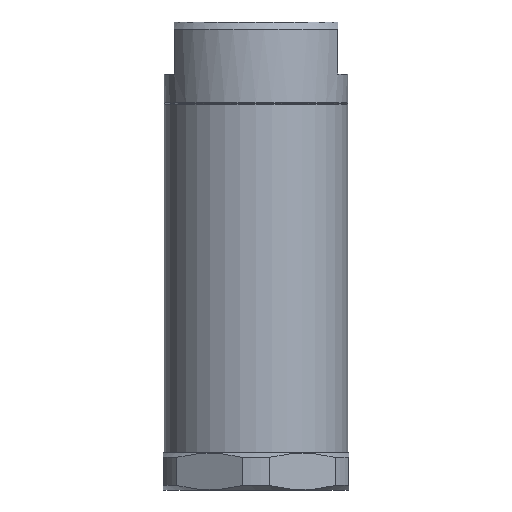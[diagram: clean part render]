
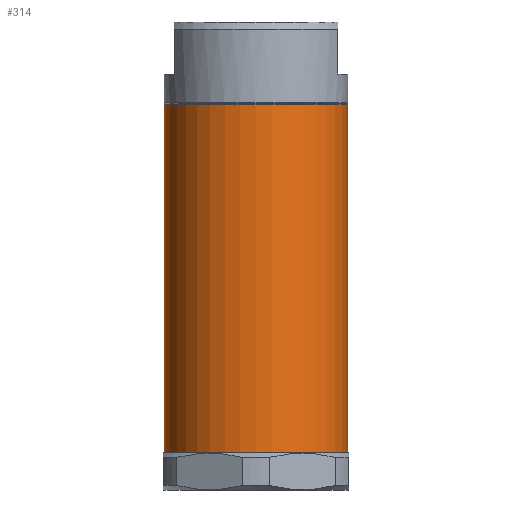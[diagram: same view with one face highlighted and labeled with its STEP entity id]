
A CAD part, front view. The second image highlights one B-rep face of the part: STEP entity #314.
In plain terms, the highlighted cylindrical face has radius 12.35 mm (diameter 24.7 mm), a partial arc.
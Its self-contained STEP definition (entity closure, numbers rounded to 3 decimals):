
#100 = AXIS2_PLACEMENT_3D ( 'NONE', #266, #113, #1681 ) ;
#113 = DIRECTION ( 'NONE',  ( 0., 0., 1. ) ) ;
#116 = DIRECTION ( 'NONE',  ( 0., 0., -1. ) ) ;
#266 = CARTESIAN_POINT ( 'NONE',  ( 0., 0., -57.9 ) ) ;
#271 = EDGE_CURVE ( 'NONE', #1906, #695, #1647, .T. ) ;
#290 = VECTOR ( 'NONE', #116, 1000. ) ;
#302 = DIRECTION ( 'NONE',  ( 1., 0., 0. ) ) ;
#314 = ADVANCED_FACE ( 'Defeature ausgef�hrt1_0', ( #1126 ), #783, .T. ) ;
#324 = CARTESIAN_POINT ( 'NONE',  ( -12.35, 0., -58. ) ) ;
#410 = AXIS2_PLACEMENT_3D ( 'NONE', #1689, #814, #302 ) ;
#460 = EDGE_CURVE ( 'NONE', #1554, #1025, #674, .T. ) ;
#484 = CIRCLE ( 'NONE', #410, 12.35 ) ;
#674 = LINE ( 'NONE', #324, #290 ) ;
#695 = VERTEX_POINT ( 'NONE', #1604 ) ;
#776 = CIRCLE ( 'NONE', #100, 12.35 ) ;
#783 = CYLINDRICAL_SURFACE ( 'NONE', #1140, 12.35 ) ;
#814 = DIRECTION ( 'NONE',  ( 0., 0., -1. ) ) ;
#867 = ORIENTED_EDGE ( 'NONE', *, *, #460, .T. ) ;
#915 = EDGE_CURVE ( 'Defeature ausgef�hrt1_0+Defeature ausgef�hrt1_1+Defeature ausgef�hrt1_1+Defeature ausgef�hrt1_1', #1906, #1554, #484, .T. ) ;
#1025 = VERTEX_POINT ( 'NONE', #2116 ) ;
#1126 = FACE_OUTER_BOUND ( 'NONE', #1255, .T. ) ;
#1140 = AXIS2_PLACEMENT_3D ( 'NONE', #1487, #1860, #2181 ) ;
#1225 = CARTESIAN_POINT ( 'NONE',  ( -12.35, 0., -11.1 ) ) ;
#1255 = EDGE_LOOP ( 'NONE', ( #1590, #867, #1609, #1910 ) ) ;
#1295 = CARTESIAN_POINT ( 'NONE',  ( 12.35, 0., -58. ) ) ;
#1487 = CARTESIAN_POINT ( 'NONE',  ( 0., 0., -58. ) ) ;
#1554 = VERTEX_POINT ( 'NONE', #1225 ) ;
#1590 = ORIENTED_EDGE ( 'NONE', *, *, #915, .T. ) ;
#1604 = CARTESIAN_POINT ( 'NONE',  ( 12.35, 0., -57.9 ) ) ;
#1609 = ORIENTED_EDGE ( 'NONE', *, *, #1775, .T. ) ;
#1647 = LINE ( 'NONE', #1295, #1983 ) ;
#1681 = DIRECTION ( 'NONE',  ( -1., 0., 0. ) ) ;
#1689 = CARTESIAN_POINT ( 'NONE',  ( 0., 0., -11.1 ) ) ;
#1694 = DIRECTION ( 'NONE',  ( 0., 0., -1. ) ) ;
#1741 = CARTESIAN_POINT ( 'NONE',  ( 12.35, 0., -11.1 ) ) ;
#1775 = EDGE_CURVE ( 'Defeature ausgef�hrt1_0+Defeature ausgef�hrt1_2+Defeature ausgef�hrt1_2+Defeature ausgef�hrt1_2', #1025, #695, #776, .T. ) ;
#1860 = DIRECTION ( 'NONE',  ( 0., 0., -1. ) ) ;
#1906 = VERTEX_POINT ( 'NONE', #1741 ) ;
#1910 = ORIENTED_EDGE ( 'NONE', *, *, #271, .F. ) ;
#1983 = VECTOR ( 'NONE', #1694, 1000. ) ;
#2116 = CARTESIAN_POINT ( 'NONE',  ( -12.35, 0., -57.9 ) ) ;
#2181 = DIRECTION ( 'NONE',  ( 1., 0., 0. ) ) ;
